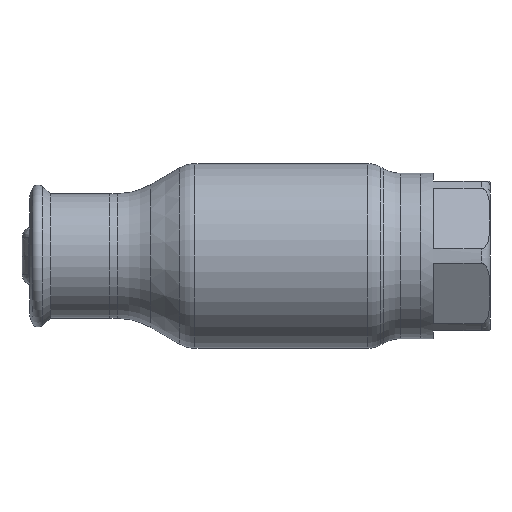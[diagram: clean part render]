
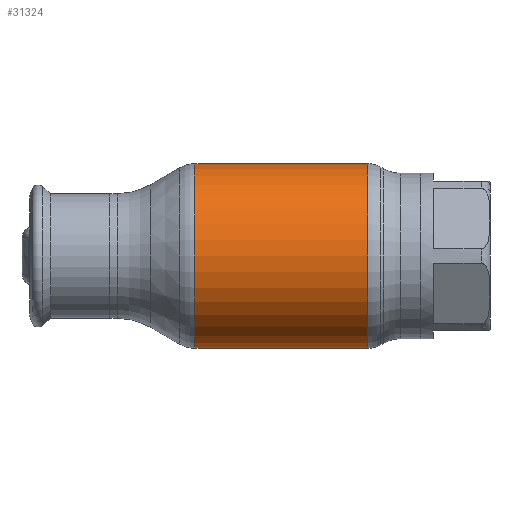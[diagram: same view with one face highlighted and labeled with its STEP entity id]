
A CAD part, front view. The second image highlights one B-rep face of the part: STEP entity #31324.
In plain terms, the highlighted cylindrical face has radius 42.5 mm (diameter 85 mm), a partial arc.
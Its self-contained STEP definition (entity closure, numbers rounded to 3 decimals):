
#3475 = CARTESIAN_POINT ( 'NONE',  ( -62.69, 0., 0. ) ) ;
#4376 = VERTEX_POINT ( 'NONE', #56129 ) ;
#5048 = DIRECTION ( 'NONE',  ( -1., 0., 0. ) ) ;
#6515 = VERTEX_POINT ( 'NONE', #39120 ) ;
#10021 = CARTESIAN_POINT ( 'NONE',  ( -39.749, 0., 0. ) ) ;
#11023 = ORIENTED_EDGE ( 'NONE', *, *, #12124, .F. ) ;
#11081 = CARTESIAN_POINT ( 'NONE',  ( 39.749, 0., -42.5 ) ) ;
#11285 = ORIENTED_EDGE ( 'NONE', *, *, #38725, .F. ) ;
#12124 = EDGE_CURVE ( 'NONE', #4376, #6515, #48972, .T. ) ;
#12208 = EDGE_LOOP ( 'NONE', ( #11285, #34147, #56585, #11023 ) ) ;
#16448 = VECTOR ( 'NONE', #5048, 1000. ) ;
#24928 = AXIS2_PLACEMENT_3D ( 'NONE', #3475, #27264, #27472 ) ;
#26565 = CYLINDRICAL_SURFACE ( 'NONE', #24928, 42.5 ) ;
#27264 = DIRECTION ( 'NONE',  ( -1., 0., 0. ) ) ;
#27472 = DIRECTION ( 'NONE',  ( 0., 0., 1. ) ) ;
#30936 = VERTEX_POINT ( 'NONE', #11081 ) ;
#31324 = ADVANCED_FACE ( 'NONE', ( #43660 ), #26565, .T. ) ;
#31447 = DIRECTION ( 'NONE',  ( -1., 0., 0. ) ) ;
#32046 = CARTESIAN_POINT ( 'NONE',  ( 39.749, 0., 0. ) ) ;
#34147 = ORIENTED_EDGE ( 'NONE', *, *, #36575, .T. ) ;
#36575 = EDGE_CURVE ( 'NONE', #30936, #61457, #56875, .T. ) ;
#38369 = DIRECTION ( 'NONE',  ( 0., 0., 1. ) ) ;
#38725 = EDGE_CURVE ( 'NONE', #30936, #4376, #38798, .T. ) ;
#38798 = LINE ( 'NONE', #61734, #16448 ) ;
#39120 = CARTESIAN_POINT ( 'NONE',  ( -39.749, 0., 42.5 ) ) ;
#43660 = FACE_OUTER_BOUND ( 'NONE', #12208, .T. ) ;
#44567 = VECTOR ( 'NONE', #57216, 1000. ) ;
#46052 = LINE ( 'NONE', #47244, #44567 ) ;
#47244 = CARTESIAN_POINT ( 'NONE',  ( -62.69, 0., 42.5 ) ) ;
#47558 = DIRECTION ( 'NONE',  ( -1., 0., 0. ) ) ;
#48972 = CIRCLE ( 'NONE', #60806, 42.5 ) ;
#51183 = EDGE_CURVE ( 'NONE', #61457, #6515, #46052, .T. ) ;
#52277 = AXIS2_PLACEMENT_3D ( 'NONE', #32046, #31447, #55165 ) ;
#55165 = DIRECTION ( 'NONE',  ( 0., 0., 1. ) ) ;
#56129 = CARTESIAN_POINT ( 'NONE',  ( -39.749, 0., -42.5 ) ) ;
#56397 = CARTESIAN_POINT ( 'NONE',  ( 39.749, 0., 42.5 ) ) ;
#56585 = ORIENTED_EDGE ( 'NONE', *, *, #51183, .T. ) ;
#56875 = CIRCLE ( 'NONE', #52277, 42.5 ) ;
#57216 = DIRECTION ( 'NONE',  ( -1., 0., 0. ) ) ;
#60806 = AXIS2_PLACEMENT_3D ( 'NONE', #10021, #47558, #38369 ) ;
#61457 = VERTEX_POINT ( 'NONE', #56397 ) ;
#61734 = CARTESIAN_POINT ( 'NONE',  ( -62.69, 0., -42.5 ) ) ;
